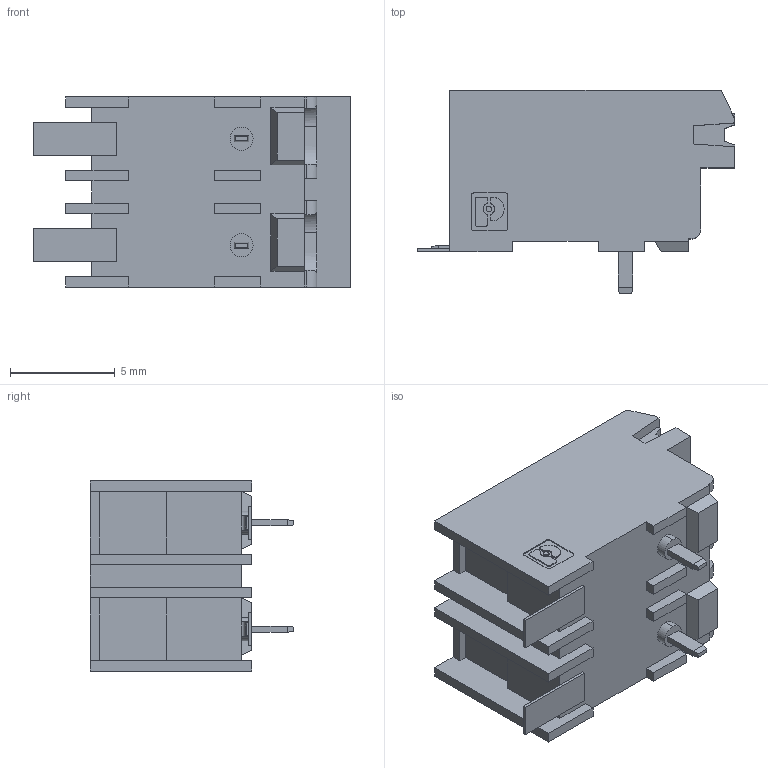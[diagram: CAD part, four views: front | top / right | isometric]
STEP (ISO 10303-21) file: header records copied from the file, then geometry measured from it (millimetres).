
FILE_DESCRIPTION(('SolidDesigner STEP Export'),'2;1');
FILE_NAME('spt-smd_1.5-2-h_5.08.stp','2014-11-11T 9:41:33',(''),(''),'Creo Elements/Direct Modeling STEP processor for AP214 (Solid Model)','Creo Elements/Direct Modeling 18.1B 29-Sep-2012 (C) Parametric Technology GmbH','');
FILE_SCHEMA(('AUTOMOTIVE_DESIGN { 1 0 10303 214 1 1 1 1 }'));
Length unit declared in the file: millimetre
Products named in the file (2): spt-smd_1.5-2-h_5.08
Assembly tree (1 placements, depth 2):
  spt-smd_1.5-2-h_5.08
    spt-smd_1.5-2-h_5.08
Bounding box: 15.17 x 9.7 x 9.08 mm (x, y, z)
Volume: 724.9 mm3; surface area: 790.6 mm2
Topology: 1 solids, 1 shells, 281 faces, 761 edges, 496 vertices
Faces by surface type: plane 202, bspline 32, extrusion 27, cylinder 20
Entity records: 13765 total; most frequent: CARTESIAN_POINT 5117, ORIENTED_EDGE 1522, DIRECTION 1117, EDGE_CURVE 761, VECTOR 589, LINE 562, VERTEX_POINT 496, EDGE_LOOP 295
